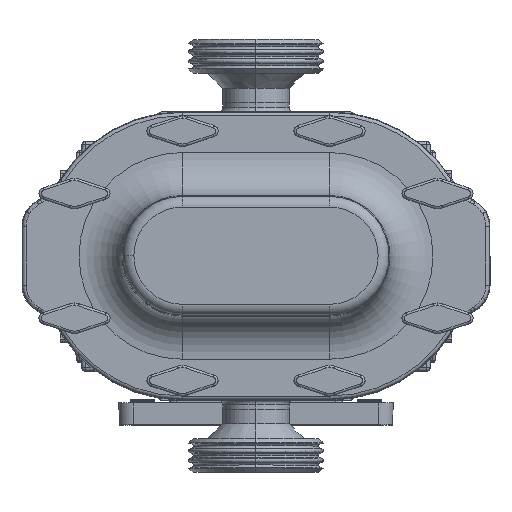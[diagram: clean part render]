
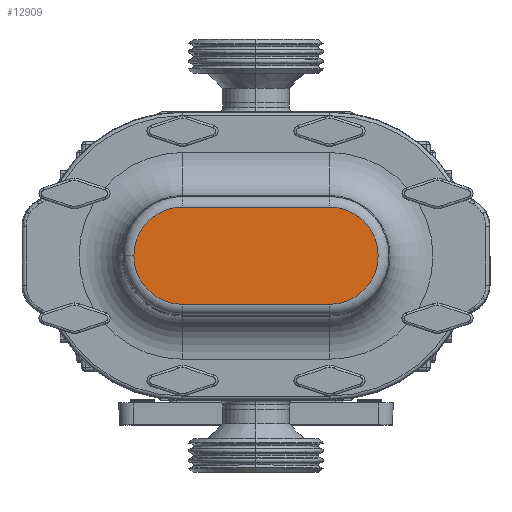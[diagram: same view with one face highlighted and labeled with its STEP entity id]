
A CAD part, top view. The second image highlights one B-rep face of the part: STEP entity #12909.
In plain terms, the highlighted planar face has unit normal (0, 0, 1).
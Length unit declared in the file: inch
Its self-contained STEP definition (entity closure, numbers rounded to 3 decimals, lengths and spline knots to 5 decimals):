
#934 = EDGE_CURVE ( 'NONE', #8571, #42468, #25587, .T. ) ;
#976 = VECTOR ( 'NONE', #25476, 39.37008 ) ;
#2858 = ORIENTED_EDGE ( 'NONE', *, *, #3190, .T. ) ;
#3144 = CARTESIAN_POINT ( 'NONE',  ( 0., -1.28125, 1.77 ) ) ;
#3190 = EDGE_CURVE ( 'NONE', #22822, #22837, #18580, .T. ) ;
#3367 = AXIS2_PLACEMENT_3D ( 'NONE', #22632, #8263, #35645 ) ;
#8187 = CARTESIAN_POINT ( 'NONE',  ( -0.84643, -1.28125, 1.77 ) ) ;
#8263 = DIRECTION ( 'NONE',  ( 0., 0., 1. ) ) ;
#8571 = VERTEX_POINT ( 'NONE', #36779 ) ;
#8773 = CARTESIAN_POINT ( 'NONE',  ( -1.0275, 1.28125, 1.77 ) ) ;
#8915 = EDGE_CURVE ( 'NONE', #22837, #8571, #21225, .T. ) ;
#9012 = FACE_OUTER_BOUND ( 'NONE', #29004, .T. ) ;
#12246 = ORIENTED_EDGE ( 'NONE', *, *, #8915, .T. ) ;
#12902 = CARTESIAN_POINT ( 'NONE',  ( -0.84643, 1.28125, 1.77 ) ) ;
#12909 = ADVANCED_FACE ( 'NONE', ( #9012 ), #39547, .T. ) ;
#13626 = ORIENTED_EDGE ( 'NONE', *, *, #38583, .T. ) ;
#14521 = CARTESIAN_POINT ( 'NONE',  ( 0.84643, -1.28125, 1.77 ) ) ;
#15000 = CARTESIAN_POINT ( 'NONE',  ( -0.84643, -1.28125, 1.77 ) ) ;
#16806 = DIRECTION ( 'NONE',  ( 0., 0., 1. ) ) ;
#18580 = CIRCLE ( 'NONE', #36538, 0.84643 ) ;
#21225 = LINE ( 'NONE', #42100, #976 ) ;
#22485 = DIRECTION ( 'NONE',  ( 0., 0., 1. ) ) ;
#22632 = CARTESIAN_POINT ( 'NONE',  ( 0., 1.28125, 1.77 ) ) ;
#22822 = VERTEX_POINT ( 'NONE', #24436 ) ;
#22837 = VERTEX_POINT ( 'NONE', #14521 ) ;
#23884 = DIRECTION ( 'NONE',  ( 0., 0., 1. ) ) ;
#24436 = CARTESIAN_POINT ( 'NONE',  ( 0., -2.12768, 1.77 ) ) ;
#25476 = DIRECTION ( 'NONE',  ( 0., 1., 0. ) ) ;
#25587 = CIRCLE ( 'NONE', #3367, 0.84643 ) ;
#25601 = DIRECTION ( 'NONE',  ( 0., -1., 0. ) ) ;
#26131 = AXIS2_PLACEMENT_3D ( 'NONE', #37137, #23884, #37590 ) ;
#27187 = LINE ( 'NONE', #15000, #40720 ) ;
#28514 = EDGE_CURVE ( 'NONE', #34068, #22822, #42663, .T. ) ;
#29004 = EDGE_LOOP ( 'NONE', ( #13626, #44222, #2858, #12246, #30688 ) ) ;
#30112 = AXIS2_PLACEMENT_3D ( 'NONE', #8773, #22485, #42489 ) ;
#30525 = DIRECTION ( 'NONE',  ( 0., -1., 0. ) ) ;
#30688 = ORIENTED_EDGE ( 'NONE', *, *, #934, .T. ) ;
#34068 = VERTEX_POINT ( 'NONE', #8187 ) ;
#35645 = DIRECTION ( 'NONE',  ( 0., -1., 0. ) ) ;
#36538 = AXIS2_PLACEMENT_3D ( 'NONE', #3144, #16806, #30525 ) ;
#36779 = CARTESIAN_POINT ( 'NONE',  ( 0.84643, 1.28125, 1.77 ) ) ;
#37137 = CARTESIAN_POINT ( 'NONE',  ( 0., -1.28125, 1.77 ) ) ;
#37590 = DIRECTION ( 'NONE',  ( 0., -1., 0. ) ) ;
#38583 = EDGE_CURVE ( 'NONE', #42468, #34068, #27187, .T. ) ;
#39547 = PLANE ( 'NONE',  #30112 ) ;
#40720 = VECTOR ( 'NONE', #25601, 39.37008 ) ;
#42100 = CARTESIAN_POINT ( 'NONE',  ( 0.84643, 1.28125, 1.77 ) ) ;
#42468 = VERTEX_POINT ( 'NONE', #12902 ) ;
#42489 = DIRECTION ( 'NONE',  ( 0., -1., 0. ) ) ;
#42663 = CIRCLE ( 'NONE', #26131, 0.84643 ) ;
#44222 = ORIENTED_EDGE ( 'NONE', *, *, #28514, .T. ) ;
